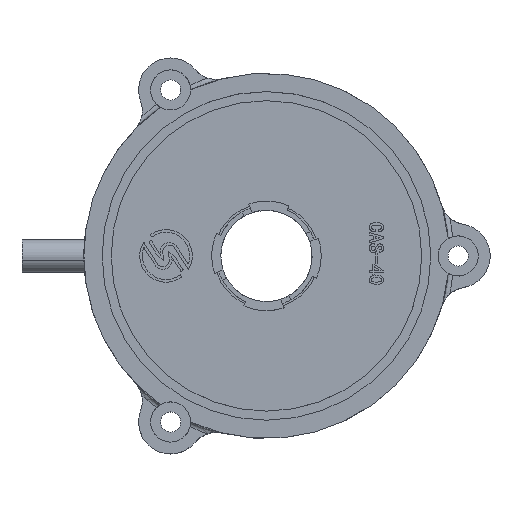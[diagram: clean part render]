
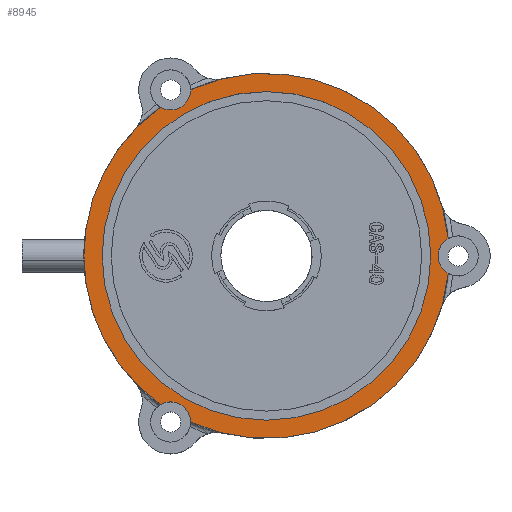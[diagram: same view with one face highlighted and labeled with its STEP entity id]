
A CAD part, top view. The second image highlights one B-rep face of the part: STEP entity #8945.
In plain terms, the highlighted planar face has unit normal (0, 0, 1).
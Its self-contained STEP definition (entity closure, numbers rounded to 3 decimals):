
#2 = DIRECTION ( 'NONE',  ( 0., 0., 1. ) ) ;
#54 = CARTESIAN_POINT ( 'NONE',  ( 0., 0., 10. ) ) ;
#317 = VERTEX_POINT ( 'NONE', #7614 ) ;
#416 = AXIS2_PLACEMENT_3D ( 'NONE', #6187, #11365, #3849 ) ;
#494 = VERTEX_POINT ( 'NONE', #9505 ) ;
#521 = ORIENTED_EDGE ( 'NONE', *, *, #14700, .F. ) ;
#541 = CIRCLE ( 'NONE', #12413, 2.2 ) ;
#605 = EDGE_LOOP ( 'NONE', ( #15987, #8549, #5807, #6115, #15440, #4761, #12180, #3560, #11262, #521 ) ) ;
#1124 = VERTEX_POINT ( 'NONE', #2523 ) ;
#1221 = CARTESIAN_POINT ( 'NONE',  ( 0., 0., 10. ) ) ;
#1270 = DIRECTION ( 'NONE',  ( 0., 0., 1. ) ) ;
#1407 = AXIS2_PLACEMENT_3D ( 'NONE', #15124, #1435, #7598 ) ;
#1434 = DIRECTION ( 'NONE',  ( 1., 0., 0. ) ) ;
#1435 = DIRECTION ( 'NONE',  ( 0., 0., 1. ) ) ;
#1623 = VERTEX_POINT ( 'NONE', #4183 ) ;
#1735 = DIRECTION ( 'NONE',  ( 0., 0., 1. ) ) ;
#1814 = EDGE_CURVE ( 'NONE', #13657, #6548, #541, .T. ) ;
#1951 = PLANE ( 'NONE',  #14224 ) ;
#1956 = EDGE_CURVE ( 'NONE', #4240, #494, #4595, .T. ) ;
#2167 = CIRCLE ( 'NONE', #13319, 20. ) ;
#2368 = ORIENTED_EDGE ( 'NONE', *, *, #9081, .F. ) ;
#2475 = CARTESIAN_POINT ( 'NONE',  ( 0., 0., 10. ) ) ;
#2523 = CARTESIAN_POINT ( 'NONE',  ( -11.609, -16.286, 10. ) ) ;
#2524 = CARTESIAN_POINT ( 'NONE',  ( -10.5, 18.187, 10. ) ) ;
#2536 = VERTEX_POINT ( 'NONE', #6488 ) ;
#2568 = CIRCLE ( 'NONE', #8383, 20. ) ;
#2588 = DIRECTION ( 'NONE',  ( 0., 0., 1. ) ) ;
#2670 = CARTESIAN_POINT ( 'NONE',  ( -10.5, 18.187, 10. ) ) ;
#2817 = DIRECTION ( 'NONE',  ( 1., 0., 0. ) ) ;
#2898 = FACE_BOUND ( 'NONE', #14800, .T. ) ;
#3150 = CARTESIAN_POINT ( 'NONE',  ( -10.5, -18.187, 10. ) ) ;
#3272 = CIRCLE ( 'NONE', #416, 2.2 ) ;
#3289 = FACE_OUTER_BOUND ( 'NONE', #605, .T. ) ;
#3476 = EDGE_CURVE ( 'NONE', #5952, #317, #3272, .T. ) ;
#3560 = ORIENTED_EDGE ( 'NONE', *, *, #7849, .F. ) ;
#3784 = DIRECTION ( 'NONE',  ( 1., 0., 0. ) ) ;
#3849 = DIRECTION ( 'NONE',  ( 1., 0., 0. ) ) ;
#3941 = CARTESIAN_POINT ( 'NONE',  ( 21., 0., 10. ) ) ;
#4183 = CARTESIAN_POINT ( 'NONE',  ( -18., 0., 10. ) ) ;
#4240 = VERTEX_POINT ( 'NONE', #7607 ) ;
#4453 = DIRECTION ( 'NONE',  ( 0., 0., 1. ) ) ;
#4573 = ORIENTED_EDGE ( 'NONE', *, *, #9957, .F. ) ;
#4595 = CIRCLE ( 'NONE', #4647, 20. ) ;
#4612 = CIRCLE ( 'NONE', #15682, 18. ) ;
#4647 = AXIS2_PLACEMENT_3D ( 'NONE', #54, #2, #14991 ) ;
#4761 = ORIENTED_EDGE ( 'NONE', *, *, #6312, .T. ) ;
#5564 = DIRECTION ( 'NONE',  ( 1., 0., 0. ) ) ;
#5598 = DIRECTION ( 'NONE',  ( 1., 0., 0. ) ) ;
#5670 = CARTESIAN_POINT ( 'NONE',  ( 0., 0., 10. ) ) ;
#5682 = EDGE_CURVE ( 'NONE', #11538, #2536, #10866, .T. ) ;
#5730 = CARTESIAN_POINT ( 'NONE',  ( -8.3, -18.196, 10. ) ) ;
#5748 = CARTESIAN_POINT ( 'NONE',  ( -8.3, -18.187, 10. ) ) ;
#5807 = ORIENTED_EDGE ( 'NONE', *, *, #10875, .T. ) ;
#5938 = CARTESIAN_POINT ( 'NONE',  ( 0., 0., 10. ) ) ;
#5952 = VERTEX_POINT ( 'NONE', #14679 ) ;
#6115 = ORIENTED_EDGE ( 'NONE', *, *, #12797, .F. ) ;
#6187 = CARTESIAN_POINT ( 'NONE',  ( 21., 0., 10. ) ) ;
#6312 = EDGE_CURVE ( 'NONE', #13657, #317, #15607, .T. ) ;
#6383 = CARTESIAN_POINT ( 'NONE',  ( -20., 0., 10. ) ) ;
#6488 = CARTESIAN_POINT ( 'NONE',  ( -8.3, 18.187, 10. ) ) ;
#6548 = VERTEX_POINT ( 'NONE', #5748 ) ;
#7569 = VERTEX_POINT ( 'NONE', #12936 ) ;
#7598 = DIRECTION ( 'NONE',  ( 1., 0., 0. ) ) ;
#7607 = CARTESIAN_POINT ( 'NONE',  ( 19.909, 1.91, 10. ) ) ;
#7614 = CARTESIAN_POINT ( 'NONE',  ( 19.909, -1.91, 10. ) ) ;
#7849 = EDGE_CURVE ( 'NONE', #4240, #5952, #11961, .T. ) ;
#8053 = CARTESIAN_POINT ( 'NONE',  ( 0., 0., 10. ) ) ;
#8383 = AXIS2_PLACEMENT_3D ( 'NONE', #8053, #13077, #5564 ) ;
#8390 = DIRECTION ( 'NONE',  ( 1., 0., 0. ) ) ;
#8549 = ORIENTED_EDGE ( 'NONE', *, *, #11559, .T. ) ;
#8631 = DIRECTION ( 'NONE',  ( 0., 0., 1. ) ) ;
#8855 = CARTESIAN_POINT ( 'NONE',  ( 0., 0., 10. ) ) ;
#8945 = ADVANCED_FACE ( 'NONE', ( #3289, #2898 ), #1951, .T. ) ;
#8969 = AXIS2_PLACEMENT_3D ( 'NONE', #5938, #12274, #8390 ) ;
#9081 = EDGE_CURVE ( 'NONE', #1623, #7569, #4612, .T. ) ;
#9443 = CIRCLE ( 'NONE', #8969, 18. ) ;
#9505 = CARTESIAN_POINT ( 'NONE',  ( -8.3, 18.196, 10. ) ) ;
#9576 = CIRCLE ( 'NONE', #1407, 2.2 ) ;
#9789 = DIRECTION ( 'NONE',  ( 1., 0., 0. ) ) ;
#9957 = EDGE_CURVE ( 'NONE', #7569, #1623, #9443, .T. ) ;
#10866 = CIRCLE ( 'NONE', #11213, 2.2 ) ;
#10875 = EDGE_CURVE ( 'NONE', #14159, #1124, #2568, .T. ) ;
#11213 = AXIS2_PLACEMENT_3D ( 'NONE', #2524, #8631, #11215 ) ;
#11215 = DIRECTION ( 'NONE',  ( 1., 0., 0. ) ) ;
#11253 = CIRCLE ( 'NONE', #14914, 2.2 ) ;
#11262 = ORIENTED_EDGE ( 'NONE', *, *, #1956, .T. ) ;
#11268 = DIRECTION ( 'NONE',  ( 1., 0., 0. ) ) ;
#11365 = DIRECTION ( 'NONE',  ( 0., 0., 1. ) ) ;
#11384 = DIRECTION ( 'NONE',  ( 0., 0., 1. ) ) ;
#11538 = VERTEX_POINT ( 'NONE', #14949 ) ;
#11542 = DIRECTION ( 'NONE',  ( 0., 0., 1. ) ) ;
#11559 = EDGE_CURVE ( 'NONE', #11538, #14159, #2167, .T. ) ;
#11825 = DIRECTION ( 'NONE',  ( 1., 0., 0. ) ) ;
#11961 = CIRCLE ( 'NONE', #14103, 2.2 ) ;
#12180 = ORIENTED_EDGE ( 'NONE', *, *, #3476, .F. ) ;
#12274 = DIRECTION ( 'NONE',  ( 0., 0., 1. ) ) ;
#12413 = AXIS2_PLACEMENT_3D ( 'NONE', #3150, #4453, #5598 ) ;
#12797 = EDGE_CURVE ( 'NONE', #6548, #1124, #9576, .T. ) ;
#12936 = CARTESIAN_POINT ( 'NONE',  ( 18., 0., 10. ) ) ;
#13077 = DIRECTION ( 'NONE',  ( 0., 0., 1. ) ) ;
#13319 = AXIS2_PLACEMENT_3D ( 'NONE', #1221, #1270, #11268 ) ;
#13657 = VERTEX_POINT ( 'NONE', #5730 ) ;
#14103 = AXIS2_PLACEMENT_3D ( 'NONE', #3941, #2588, #3784 ) ;
#14159 = VERTEX_POINT ( 'NONE', #6383 ) ;
#14224 = AXIS2_PLACEMENT_3D ( 'NONE', #5670, #1735, #11825 ) ;
#14373 = AXIS2_PLACEMENT_3D ( 'NONE', #8855, #11384, #1434 ) ;
#14679 = CARTESIAN_POINT ( 'NONE',  ( 18.8, 0., 10. ) ) ;
#14700 = EDGE_CURVE ( 'NONE', #2536, #494, #11253, .T. ) ;
#14800 = EDGE_LOOP ( 'NONE', ( #4573, #2368 ) ) ;
#14914 = AXIS2_PLACEMENT_3D ( 'NONE', #2670, #11542, #2817 ) ;
#14949 = CARTESIAN_POINT ( 'NONE',  ( -11.609, 16.286, 10. ) ) ;
#14991 = DIRECTION ( 'NONE',  ( 1., 0., 0. ) ) ;
#15124 = CARTESIAN_POINT ( 'NONE',  ( -10.5, -18.187, 10. ) ) ;
#15440 = ORIENTED_EDGE ( 'NONE', *, *, #1814, .F. ) ;
#15607 = CIRCLE ( 'NONE', #14373, 20. ) ;
#15682 = AXIS2_PLACEMENT_3D ( 'NONE', #2475, #16233, #9789 ) ;
#15987 = ORIENTED_EDGE ( 'NONE', *, *, #5682, .F. ) ;
#16233 = DIRECTION ( 'NONE',  ( 0., 0., 1. ) ) ;
